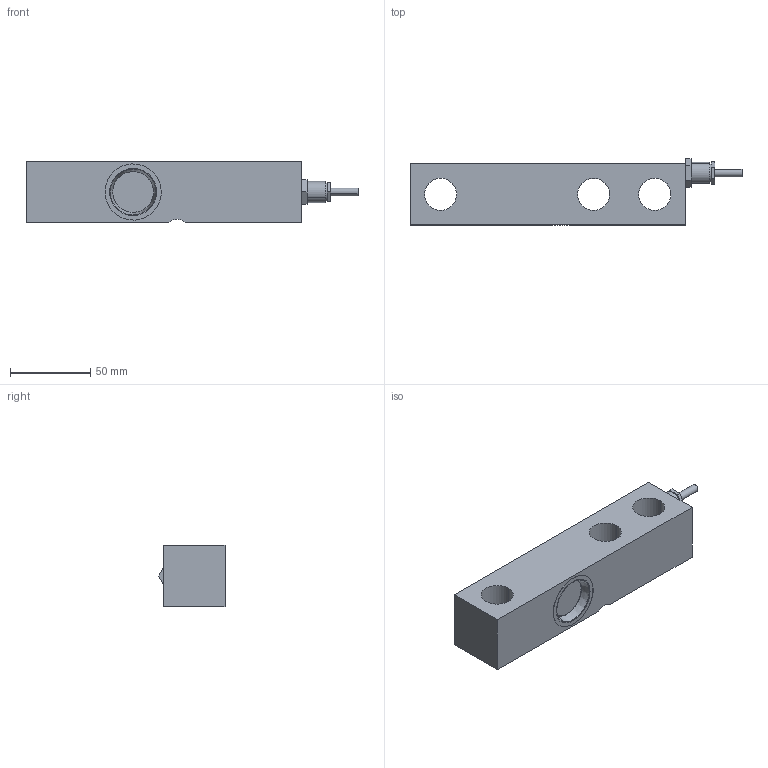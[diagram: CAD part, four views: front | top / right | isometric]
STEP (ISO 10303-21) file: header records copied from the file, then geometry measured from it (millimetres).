
FILE_DESCRIPTION(('STEP AP214'),'1');
FILE_NAME('FTK 3000-5000 kg.stp','2018-01-12T11:35:59',(' '),(' '),'Spatial InterOp 3D',' ',' ');
FILE_SCHEMA(('AUTOMOTIVE_DESIGN { 1 0 10303 214 1 1 1 1 }'));
Length unit declared in the file: metre
Products named in the file (3): FTK 3000-5000 kg; corpo; pressacavo ¼ GAS
Assembly tree (2 placements, depth 2):
  FTK 3000-5000 kg
    corpo
    pressacavo ¼ GAS
Bounding box: 206.7 x 41.49 x 38.1 mm (x, y, z)
Volume: 194075.3 mm3; surface area: 44534.3 mm2
Topology: 2 solids, 3 shells, 92 faces, 197 edges, 126 vertices
Faces by surface type: plane 38, cylinder 30, torus 16, cone 8
Entity records: 3378 total; most frequent: DIRECTION 491, CARTESIAN_POINT 454, ORIENTED_EDGE 394, AXIS2_PLACEMENT_3D 201, EDGE_CURVE 197, VERTEX_POINT 126, EDGE_LOOP 113, CIRCLE 106
